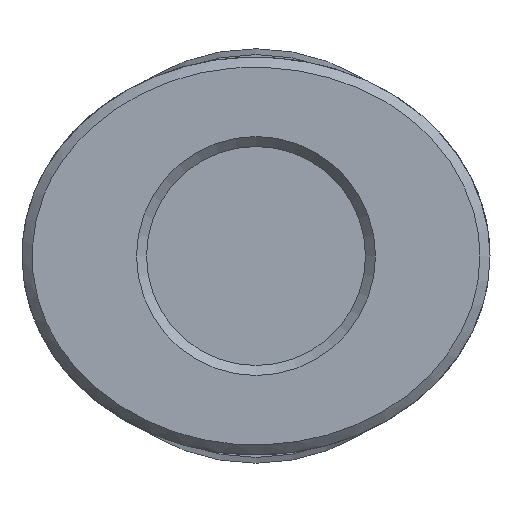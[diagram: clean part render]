
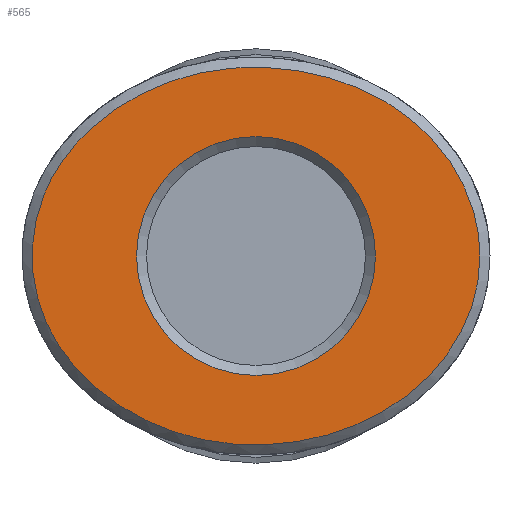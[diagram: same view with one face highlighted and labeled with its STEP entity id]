
A CAD part, left-side view. The second image highlights one B-rep face of the part: STEP entity #565.
In plain terms, the highlighted face is planar.
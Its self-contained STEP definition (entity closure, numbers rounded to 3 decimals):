
#498=CARTESIAN_POINT('',(6.7,5.,0.));
#499=VERTEX_POINT('',#498);
#526=CARTESIAN_POINT('',(6.701,5.,0.));
#527=CARTESIAN_POINT('',(6.702,5.,0.836));
#528=CARTESIAN_POINT('',(6.252,5.,2.512));
#529=CARTESIAN_POINT('',(4.341,5.,4.556));
#530=CARTESIAN_POINT('',(1.558,5.,5.691));
#531=CARTESIAN_POINT('',(-2.605,5.,5.717));
#532=CARTESIAN_POINT('',(-6.337,5.,3.162));
#533=CARTESIAN_POINT('',(-6.912,5.,-0.307));
#534=CARTESIAN_POINT('',(-5.768,5.,-3.555));
#535=CARTESIAN_POINT('',(-1.727,5.,-6.315));
#536=CARTESIAN_POINT('',(3.725,5.,-5.254));
#537=CARTESIAN_POINT('',(6.246,5.,-2.506));
#538=CARTESIAN_POINT('',(6.7,5.,-0.837));
#539=CARTESIAN_POINT('',(6.701,5.,0.));
#540=B_SPLINE_CURVE_WITH_KNOTS('',3,(#526,#527,#528,#529,#530,#531,#532,#533,#534,#535,#536,#537,#538,#539),.UNSPECIFIED.,.T.,.U.,(4,1,1,1,1,1,1,1,1,1,1,4),(-3.142,-2.693,-2.244,-1.795,-1.346,-0.449,0.15,0.449,1.346,2.244,2.693,3.142),.UNSPECIFIED.);
#541=EDGE_CURVE('',#499,#499,#540,.T.);
#546=CARTESIAN_POINT('',(0.,5.0,0.));
#547=DIRECTION('',(0.0,-1.0,0.0));
#548=DIRECTION('',(0.0,0.0,-1.0));
#549=AXIS2_PLACEMENT_3D('',#546,#547,#548);
#550=PLANE('',#549);
#551=ORIENTED_EDGE('',*,*,#541,.F.);
#552=EDGE_LOOP('',(#551));
#553=FACE_OUTER_BOUND('',#552,.T.);
#554=CARTESIAN_POINT('',(3.575,5.,0.));
#555=VERTEX_POINT('',#554);
#556=CARTESIAN_POINT('',(0.,5.0,0.0));
#557=DIRECTION('',(0.0,1.0,0.0));
#558=DIRECTION('',(-1.0,0.0,0.0));
#559=AXIS2_PLACEMENT_3D('',#556,#557,#558);
#560=CIRCLE('',#559,3.575);
#561=EDGE_CURVE('',#555,#555,#560,.T.);
#562=ORIENTED_EDGE('',*,*,#561,.F.);
#563=EDGE_LOOP('',(#562));
#564=FACE_BOUND('',#563,.T.);
#565=ADVANCED_FACE('',(#553,#564),#550,.F.);
